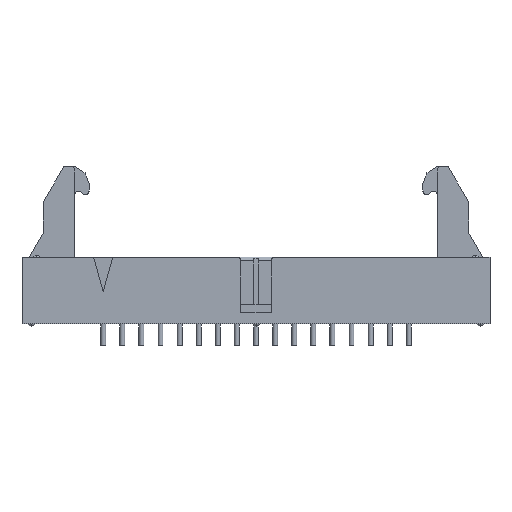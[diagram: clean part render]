
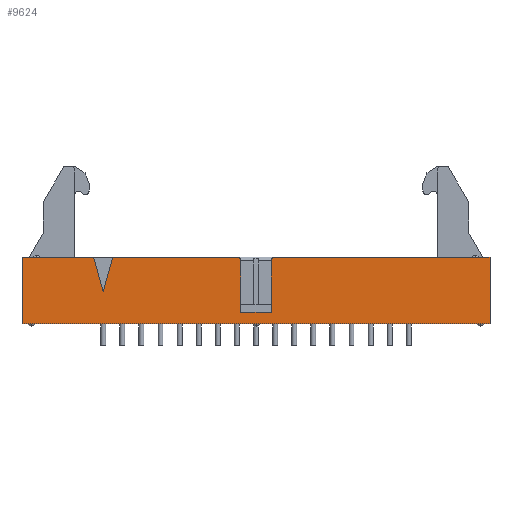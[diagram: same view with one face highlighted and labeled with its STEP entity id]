
A CAD part, front view. The second image highlights one B-rep face of the part: STEP entity #9624.
In plain terms, the highlighted planar face has unit normal (0, -1, 0).
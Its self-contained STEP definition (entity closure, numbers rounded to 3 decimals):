
#1067=DIRECTION('',(1.,0.,0.));
#1068=VECTOR('',#1067,28.575);
#1069=CARTESIAN_POINT('',(2.54,-4.445,0.));
#1070=LINE('',#1069,#1068);
#1079=DIRECTION('',(1.,0.,0.));
#1080=VECTOR('',#1079,9.525);
#1081=CARTESIAN_POINT('',(-31.115,-4.445,0.));
#1082=LINE('',#1081,#1080);
#1127=DIRECTION('',(1.,0.,0.));
#1128=VECTOR('',#1127,16.51);
#1129=CARTESIAN_POINT('',(-19.05,-4.445,0.));
#1130=LINE('',#1129,#1128);
#1448=DIRECTION('',(1.,0.,0.));
#1449=VECTOR('',#1448,62.23);
#1450=CARTESIAN_POINT('',(-31.115,-4.445,-8.89));
#1451=LINE('',#1450,#1449);
#2309=DIRECTION('',(0.,0.,-1.));
#2310=VECTOR('',#2309,8.89);
#2311=CARTESIAN_POINT('',(31.115,-4.445,0.));
#2312=LINE('',#2311,#2310);
#2413=DIRECTION('',(0.268,0.,-0.964));
#2414=VECTOR('',#2413,4.745);
#2415=CARTESIAN_POINT('',(-21.59,-4.445,0.));
#2416=LINE('',#2415,#2414);
#2417=DIRECTION('',(0.268,0.,0.964));
#2418=VECTOR('',#2417,4.745);
#2419=CARTESIAN_POINT('',(-20.32,-4.445,-4.572));
#2420=LINE('',#2419,#2418);
#2421=CARTESIAN_POINT('',(-2.54,-4.445,-0.508));
#2422=DIRECTION('',(0.,-1.,0.));
#2423=DIRECTION('',(1.,0.,0.));
#2424=AXIS2_PLACEMENT_3D('',#2421,#2422,#2423);
#2426=DIRECTION('',(0.,0.,-1.));
#2427=VECTOR('',#2426,6.858);
#2428=CARTESIAN_POINT('',(-2.032,-4.445,-0.508));
#2429=LINE('',#2428,#2427);
#2430=DIRECTION('',(1.,0.,0.));
#2431=VECTOR('',#2430,4.064);
#2432=CARTESIAN_POINT('',(-2.032,-4.445,-7.366));
#2433=LINE('',#2432,#2431);
#2434=DIRECTION('',(0.,0.,-1.));
#2435=VECTOR('',#2434,6.858);
#2436=CARTESIAN_POINT('',(2.032,-4.445,-0.508));
#2437=LINE('',#2436,#2435);
#2438=CARTESIAN_POINT('',(2.54,-4.445,-0.508));
#2439=DIRECTION('',(0.,-1.,0.));
#2440=DIRECTION('',(0.,0.,1.));
#2441=AXIS2_PLACEMENT_3D('',#2438,#2439,#2440);
#2443=DIRECTION('',(0.,0.,-1.));
#2444=VECTOR('',#2443,8.89);
#2445=CARTESIAN_POINT('',(-31.115,-4.445,0.));
#2446=LINE('',#2445,#2444);
#5406=CARTESIAN_POINT('',(-31.115,-4.445,-8.89));
#5408=VERTEX_POINT('',#5406);
#5409=CARTESIAN_POINT('',(31.115,-4.445,-8.89));
#5410=VERTEX_POINT('',#5409);
#5415=CARTESIAN_POINT('',(-31.115,-4.445,0.));
#5416=VERTEX_POINT('',#5415);
#5417=CARTESIAN_POINT('',(31.115,-4.445,0.));
#5418=VERTEX_POINT('',#5417);
#5785=CARTESIAN_POINT('',(-2.032,-4.445,-7.366));
#5786=CARTESIAN_POINT('',(2.032,-4.445,-7.366));
#5787=VERTEX_POINT('',#5785);
#5788=VERTEX_POINT('',#5786);
#6074=CARTESIAN_POINT('',(-21.59,-4.445,0.));
#6075=VERTEX_POINT('',#6074);
#6076=CARTESIAN_POINT('',(-19.05,-4.445,0.));
#6077=VERTEX_POINT('',#6076);
#6078=CARTESIAN_POINT('',(-20.32,-4.445,-4.572));
#6079=VERTEX_POINT('',#6078);
#6094=CARTESIAN_POINT('',(-2.032,-4.445,-0.508));
#6095=VERTEX_POINT('',#6094);
#6096=CARTESIAN_POINT('',(-2.54,-4.445,0.));
#6097=VERTEX_POINT('',#6096);
#6098=CARTESIAN_POINT('',(2.54,-4.445,0.));
#6099=CARTESIAN_POINT('',(2.032,-4.445,-0.508));
#6100=VERTEX_POINT('',#6098);
#6101=VERTEX_POINT('',#6099);
#9597=CARTESIAN_POINT('',(-31.115,-4.445,0.));
#9598=DIRECTION('',(0.,-1.,0.));
#9599=DIRECTION('',(1.,0.,0.));
#9600=AXIS2_PLACEMENT_3D('',#9597,#9598,#9599);
#9601=PLANE('',#9600);
#9603=ORIENTED_EDGE('',*,*,#9602,.T.);
#9605=ORIENTED_EDGE('',*,*,#9604,.T.);
#9606=ORIENTED_EDGE('',*,*,#8264,.T.);
#9608=ORIENTED_EDGE('',*,*,#9607,.F.);
#9610=ORIENTED_EDGE('',*,*,#9609,.T.);
#9612=ORIENTED_EDGE('',*,*,#9611,.T.);
#9614=ORIENTED_EDGE('',*,*,#9613,.F.);
#9616=ORIENTED_EDGE('',*,*,#9615,.F.);
#9617=ORIENTED_EDGE('',*,*,#8227,.T.);
#9618=ORIENTED_EDGE('',*,*,#9444,.T.);
#9619=ORIENTED_EDGE('',*,*,#8554,.F.);
#9620=ORIENTED_EDGE('',*,*,#9205,.F.);
#9621=ORIENTED_EDGE('',*,*,#8241,.T.);
#9622=EDGE_LOOP('',(#9603,#9605,#9606,#9608,#9610,#9612,#9614,#9616,#9617,#9618,
#9619,#9620,#9621));
#9623=FACE_OUTER_BOUND('',#9622,.F.);
#9624=ADVANCED_FACE('',(#9623),#9601,.T.);
#2425=CIRCLE('',#2424,0.508);
#2442=CIRCLE('',#2441,0.508);
#8227=EDGE_CURVE('',#6100,#5418,#1070,.T.);
#8241=EDGE_CURVE('',#5416,#6075,#1082,.T.);
#8264=EDGE_CURVE('',#6077,#6097,#1130,.T.);
#8554=EDGE_CURVE('',#5408,#5410,#1451,.T.);
#9205=EDGE_CURVE('',#5416,#5408,#2446,.T.);
#9444=EDGE_CURVE('',#5418,#5410,#2312,.T.);
#9602=EDGE_CURVE('',#6075,#6079,#2416,.T.);
#9604=EDGE_CURVE('',#6079,#6077,#2420,.T.);
#9607=EDGE_CURVE('',#6095,#6097,#2425,.T.);
#9609=EDGE_CURVE('',#6095,#5787,#2429,.T.);
#9611=EDGE_CURVE('',#5787,#5788,#2433,.T.);
#9613=EDGE_CURVE('',#6101,#5788,#2437,.T.);
#9615=EDGE_CURVE('',#6100,#6101,#2442,.T.);
